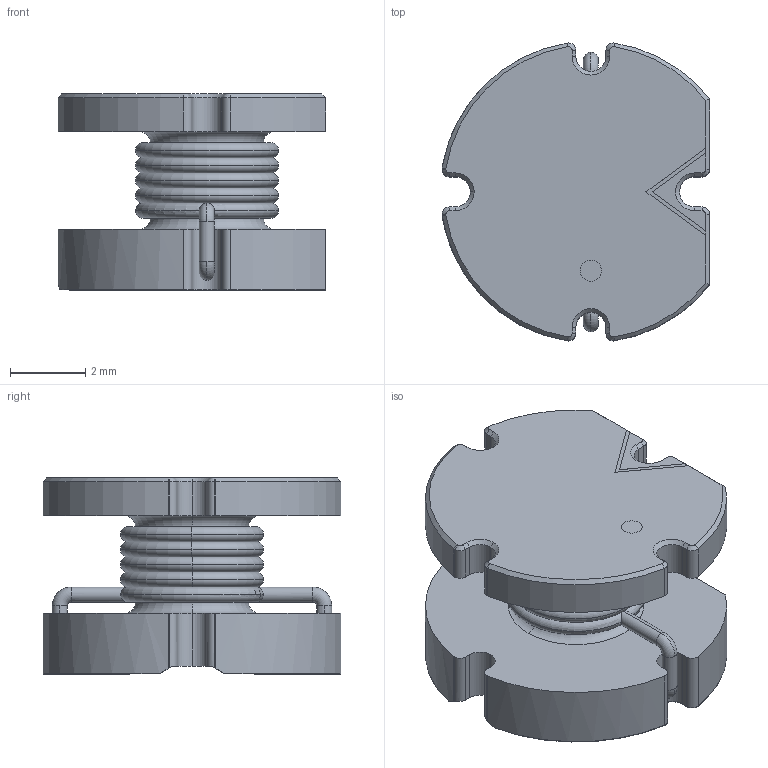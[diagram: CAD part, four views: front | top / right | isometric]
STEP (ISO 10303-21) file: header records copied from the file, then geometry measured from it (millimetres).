
FILE_DESCRIPTION (( 'STEP AP214' ), '1' );
FILE_NAME ('IND-SMD_L8.0-W7.1.step', '2022-07-09T00:56:09', ( '' ), ( '' ), 'SwSTEP 2.0', 'SolidWorks 2020', '' );
FILE_SCHEMA (( 'AUTOMOTIVE_DESIGN' ));
Length unit declared in the file: millimetre
Products named in the file (1): IND-SMD_L8.0-W7.1
Bounding box: 7.11 x 7.9 x 5.21 mm (x, y, z)
Volume: 142 mm3; surface area: 385.1 mm2
Topology: 8 solids, 8 shells, 465 faces, 1219 edges, 789 vertices
Faces by surface type: plane 232, bspline 112, cylinder 68, torus 34, cone 19
Entity records: 20113 total; most frequent: CARTESIAN_POINT 4720, ORIENTED_EDGE 2438, DIRECTION 1882, EDGE_CURVE 1219, VERTEX_POINT 789, VECTOR 756, LINE 756, AXIS2_PLACEMENT_3D 563
